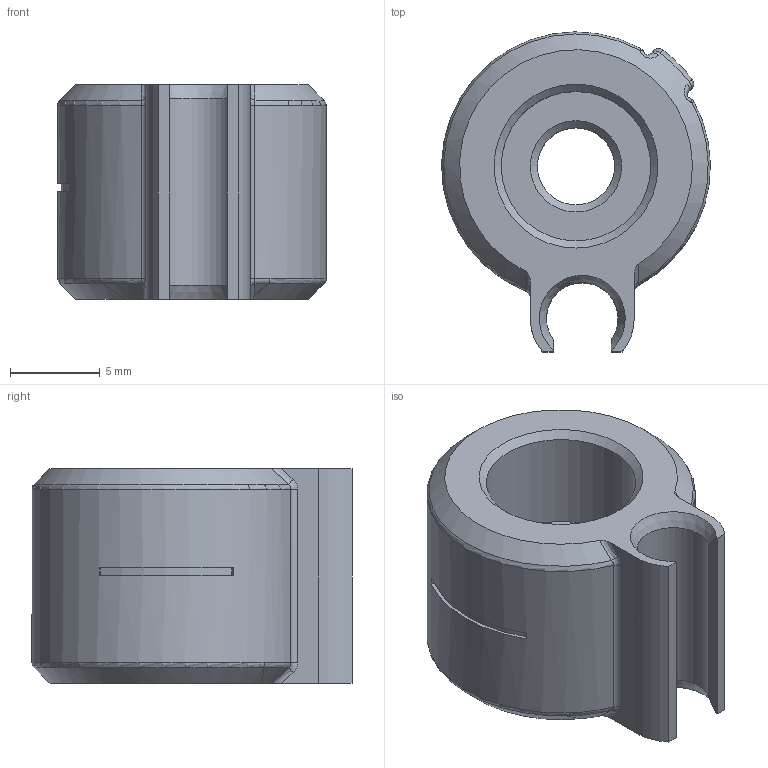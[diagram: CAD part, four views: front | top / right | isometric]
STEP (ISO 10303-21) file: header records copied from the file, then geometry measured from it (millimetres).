
FILE_DESCRIPTION(/* description */ (''),/* implementation_level */ '2;1');
FILE_NAME(/* name */ 'Stumpy_PSF_Shuttle 12mm v2.step',/* time_stamp */ '2026-01-02T11:26:12+13:00',/* author */ (''),/* organization */ (''),/* preprocessor_version */ 'ST-DEVELOPER v20.1',/* originating_system */ 'Autodesk Translation Framework v14.21.0.0',/* authorisation */ '');
FILE_SCHEMA (('AUTOMOTIVE_DESIGN { 1 0 10303 214 3 1 1 }'));
Length unit declared in the file: millimetre
Products named in the file (2): 缓冲器_2; slider
Assembly tree (1 placements, depth 2):
  缓冲器_2
    slider
Bounding box: 15 x 17.86 x 12 mm (x, y, z)
Volume: 1723 mm3; surface area: 1238.7 mm2
Topology: 1 solids, 1 shells, 74 faces, 176 edges, 106 vertices
Faces by surface type: bspline 20, cylinder 17, plane 17, cone 8, torus 8, sphere 4
Full cylindrical faces by diameter (mm): 4.3 x1, 8.35 x1
Entity records: 2803 total; most frequent: CARTESIAN_POINT 1122, ORIENTED_EDGE 352, DIRECTION 322, EDGE_CURVE 176, AXIS2_PLACEMENT_3D 132, VERTEX_POINT 106, EDGE_LOOP 78, FACE_OUTER_BOUND 74
